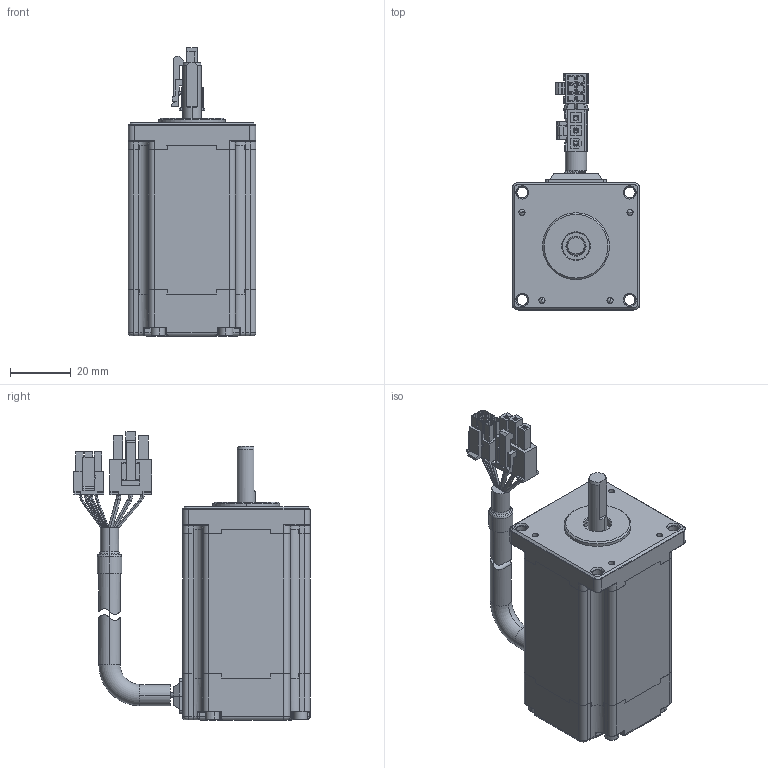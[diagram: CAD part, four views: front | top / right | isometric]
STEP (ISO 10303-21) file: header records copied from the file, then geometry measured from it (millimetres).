
FILE_DESCRIPTION (( 'STEP AP203' ), '1' );
FILE_NAME ('42BL60L2.STEP', '2013-05-16T01:00:41', ( '' ), ( '' ), 'SwSTEP 2.0', 'SolidWorks 2007', '' );
FILE_SCHEMA (( 'CONFIG_CONTROL_DESIGN' ));
Products named in the file (1): 42BL60L2
Bounding box: 42 x 77.75 x 94.81 mm (x, y, z)
Surface area: 22558.2 mm2 (no closed solid volume)
Topology: 0 solids, 120 shells, 895 faces, 4789 edges, 3926 vertices
Faces by surface type: plane 528, cylinder 174, bspline 90, torus 74, cone 25, sphere 4
Entity records: 64803 total; most frequent: CARTESIAN_POINT 30559, ORIENTED_EDGE 6357, DIRECTION 5918, EDGE_CURVE 4766, VERTEX_POINT 3926, VECTOR 2920, LINE 2920, AXIS2_PLACEMENT_3D 1499
